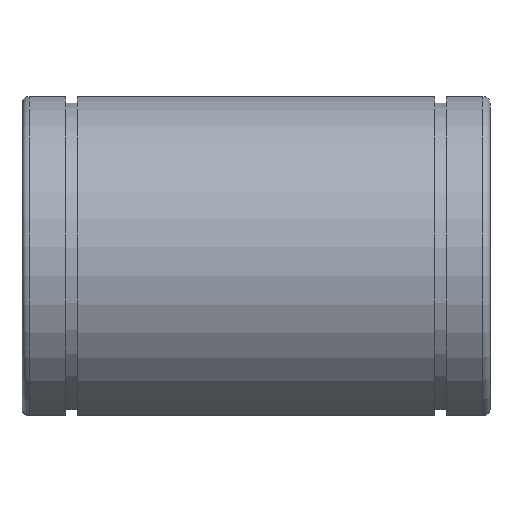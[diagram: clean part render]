
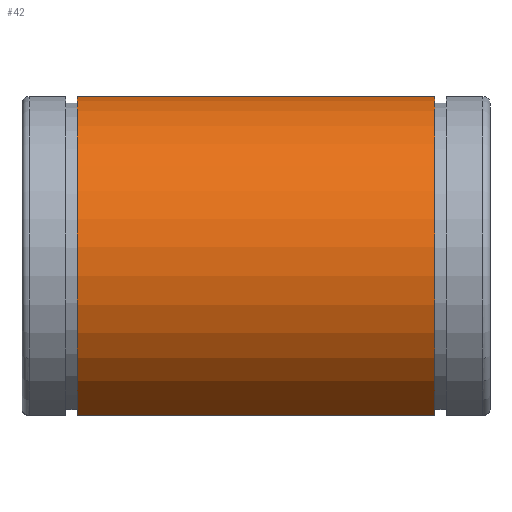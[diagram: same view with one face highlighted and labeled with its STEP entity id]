
A CAD part, top view. The second image highlights one B-rep face of the part: STEP entity #42.
In plain terms, the highlighted cylindrical face has radius 45 mm (diameter 90 mm), a partial arc.
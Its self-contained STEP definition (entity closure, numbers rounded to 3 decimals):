
#42 = ADVANCED_FACE( '', ( #95 ), #96, .T. );
#95 = FACE_OUTER_BOUND( '', #156, .T. );
#96 = CYLINDRICAL_SURFACE( '', #157, 45. );
#156 = EDGE_LOOP( '', ( #211, #212, #213, #214 ) );
#157 = AXIS2_PLACEMENT_3D( '', #215, #216, #217 );
#211 = ORIENTED_EDGE( '', *, *, #379, .F. );
#212 = ORIENTED_EDGE( '', *, *, #380, .T. );
#213 = ORIENTED_EDGE( '', *, *, #381, .T. );
#214 = ORIENTED_EDGE( '', *, *, #382, .T. );
#215 = CARTESIAN_POINT( '', ( 125., 0., 0. ) );
#216 = DIRECTION( '', ( -1., 0., 0. ) );
#217 = DIRECTION( '', ( 0., 0., -1. ) );
#379 = EDGE_CURVE( '', #445, #446, #447, .T. );
#380 = EDGE_CURVE( '', #445, #448, #449, .F. );
#381 = EDGE_CURVE( '', #448, #450, #451, .T. );
#382 = EDGE_CURVE( '', #450, #446, #452, .T. );
#445 = VERTEX_POINT( '', #543 );
#446 = VERTEX_POINT( '', #544 );
#447 = CIRCLE( '', #545, 45. );
#448 = VERTEX_POINT( '', #546 );
#449 = LINE( '', #547, #548 );
#450 = VERTEX_POINT( '', #549 );
#451 = CIRCLE( '', #550, 45. );
#452 = LINE( '', #551, #552 );
#543 = CARTESIAN_POINT( '', ( 110.2, -40.34, -19.942 ) );
#544 = CARTESIAN_POINT( '', ( 110.2, -40.34, 19.942 ) );
#545 = AXIS2_PLACEMENT_3D( '', #784, #785, #786 );
#546 = CARTESIAN_POINT( '', ( 14.8, -40.34, -19.942 ) );
#547 = CARTESIAN_POINT( '', ( 125., -40.34, -19.942 ) );
#548 = VECTOR( '', #787, 1000. );
#549 = CARTESIAN_POINT( '', ( 14.8, -40.34, 19.942 ) );
#550 = AXIS2_PLACEMENT_3D( '', #788, #789, #790 );
#551 = CARTESIAN_POINT( '', ( 125., -40.34, 19.942 ) );
#552 = VECTOR( '', #791, 1000. );
#784 = CARTESIAN_POINT( '', ( 110.2, 0., 0. ) );
#785 = DIRECTION( '', ( 1., 0., 0. ) );
#786 = DIRECTION( '', ( 0., 0., -1. ) );
#787 = DIRECTION( '', ( 1., 0., 0. ) );
#788 = CARTESIAN_POINT( '', ( 14.8, 0., 0. ) );
#789 = DIRECTION( '', ( 1., 0., 0. ) );
#790 = DIRECTION( '', ( 0., 0., -1. ) );
#791 = DIRECTION( '', ( 1., 0., 0. ) );
